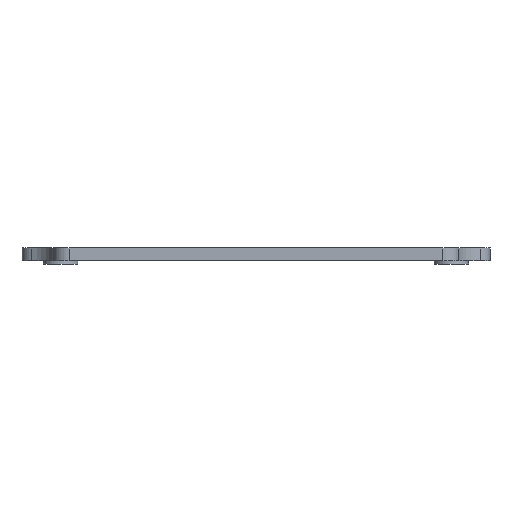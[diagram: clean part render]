
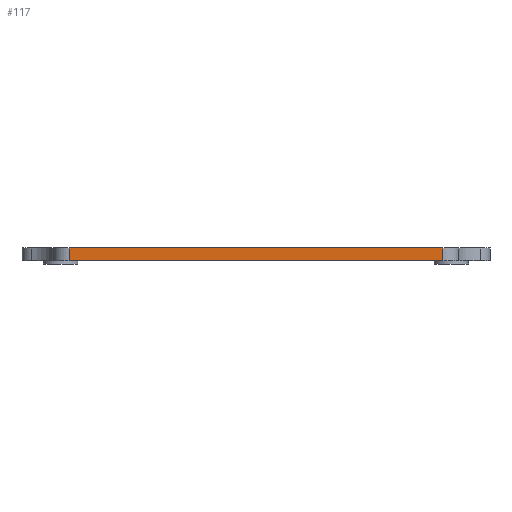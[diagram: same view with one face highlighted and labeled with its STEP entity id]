
A CAD part, front view. The second image highlights one B-rep face of the part: STEP entity #117.
In plain terms, the highlighted planar face has unit normal (0, -1, 0).
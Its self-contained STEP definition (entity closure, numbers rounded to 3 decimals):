
#15 = ORIENTED_EDGE ( 'NONE', *, *, #124, .T. ) ;
#41 = CARTESIAN_POINT ( 'NONE',  ( -43.537, -15.5, 2.25 ) ) ;
#61 = DIRECTION ( 'NONE',  ( 0., 0., -1. ) ) ;
#70 = PLANE ( 'NONE',  #380 ) ;
#117 = ADVANCED_FACE ( 'NONE', ( #1173 ), #70, .F. ) ;
#124 = EDGE_CURVE ( 'NONE', #1311, #240, #1190, .T. ) ;
#167 = DIRECTION ( 'NONE',  ( 0., 1., 0. ) ) ;
#172 = DIRECTION ( 'NONE',  ( 0., 0., -1. ) ) ;
#219 = LINE ( 'NONE', #446, #272 ) ;
#240 = VERTEX_POINT ( 'NONE', #1486 ) ;
#272 = VECTOR ( 'NONE', #959, 1000. ) ;
#273 = VECTOR ( 'NONE', #644, 1000. ) ;
#312 = CARTESIAN_POINT ( 'NONE',  ( -43.537, -15.5, 0.75 ) ) ;
#316 = EDGE_CURVE ( 'NONE', #1280, #1121, #1182, .T. ) ;
#380 = AXIS2_PLACEMENT_3D ( 'NONE', #1072, #167, #666 ) ;
#409 = LINE ( 'NONE', #1431, #273 ) ;
#446 = CARTESIAN_POINT ( 'NONE',  ( -43.537, -15.5, 2.25 ) ) ;
#551 = EDGE_LOOP ( 'NONE', ( #1626, #884, #724, #15 ) ) ;
#591 = VECTOR ( 'NONE', #61, 1000. ) ;
#644 = DIRECTION ( 'NONE',  ( 1., 0., 0. ) ) ;
#666 = DIRECTION ( 'NONE',  ( -1., 0., 0. ) ) ;
#724 = ORIENTED_EDGE ( 'NONE', *, *, #940, .F. ) ;
#735 = VECTOR ( 'NONE', #172, 1000. ) ;
#748 = CARTESIAN_POINT ( 'NONE',  ( 43.537, -15.5, -0.75 ) ) ;
#813 = CARTESIAN_POINT ( 'NONE',  ( 43.537, -15.5, 0.75 ) ) ;
#884 = ORIENTED_EDGE ( 'NONE', *, *, #316, .F. ) ;
#940 = EDGE_CURVE ( 'NONE', #1311, #1280, #219, .T. ) ;
#959 = DIRECTION ( 'NONE',  ( 1., 0., 0. ) ) ;
#1072 = CARTESIAN_POINT ( 'NONE',  ( 0., -15.5, 0.75 ) ) ;
#1121 = VERTEX_POINT ( 'NONE', #748 ) ;
#1173 = FACE_OUTER_BOUND ( 'NONE', #551, .T. ) ;
#1182 = LINE ( 'NONE', #813, #735 ) ;
#1190 = LINE ( 'NONE', #312, #591 ) ;
#1275 = EDGE_CURVE ( 'NONE', #240, #1121, #409, .T. ) ;
#1280 = VERTEX_POINT ( 'NONE', #1305 ) ;
#1305 = CARTESIAN_POINT ( 'NONE',  ( 43.537, -15.5, 2.25 ) ) ;
#1311 = VERTEX_POINT ( 'NONE', #41 ) ;
#1431 = CARTESIAN_POINT ( 'NONE',  ( 0., -15.5, -0.75 ) ) ;
#1486 = CARTESIAN_POINT ( 'NONE',  ( -43.537, -15.5, -0.75 ) ) ;
#1626 = ORIENTED_EDGE ( 'NONE', *, *, #1275, .T. ) ;
